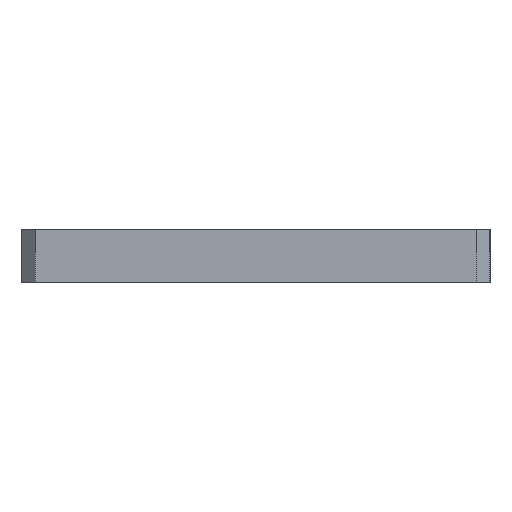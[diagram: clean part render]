
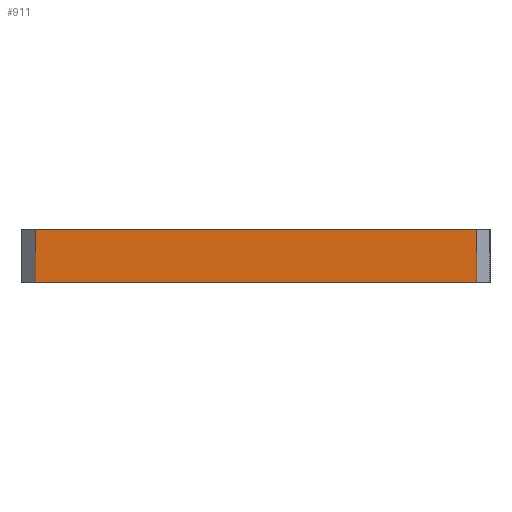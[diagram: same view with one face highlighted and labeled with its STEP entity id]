
A CAD part, left-side view. The second image highlights one B-rep face of the part: STEP entity #911.
In plain terms, the highlighted planar face has unit normal (-1, 0, 0).
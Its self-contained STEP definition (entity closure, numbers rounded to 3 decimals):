
#64 = EDGE_CURVE ( 'NONE', #2639, #556, #2091, .T. ) ;
#373 = CARTESIAN_POINT ( 'NONE',  ( -21.825, 35., 0. ) ) ;
#556 = VERTEX_POINT ( 'NONE', #3602 ) ;
#591 = AXIS2_PLACEMENT_3D ( 'NONE', #5381, #5495, #4101 ) ;
#682 = PLANE ( 'NONE',  #591 ) ;
#717 = ORIENTED_EDGE ( 'NONE', *, *, #3494, .T. ) ;
#856 = CARTESIAN_POINT ( 'NONE',  ( -21.825, 36., 4. ) ) ;
#911 = ADVANCED_FACE ( 'NONE', ( #2823 ), #682, .F. ) ;
#943 = ORIENTED_EDGE ( 'NONE', *, *, #5621, .T. ) ;
#1045 = CARTESIAN_POINT ( 'NONE',  ( -21.825, 35., 4. ) ) ;
#1370 = CARTESIAN_POINT ( 'NONE',  ( -21.825, 35., 4. ) ) ;
#1407 = DIRECTION ( 'NONE',  ( 0., 0., -1. ) ) ;
#2091 = LINE ( 'NONE', #856, #2885 ) ;
#2093 = CARTESIAN_POINT ( 'NONE',  ( -21.825, 1., 0. ) ) ;
#2137 = DIRECTION ( 'NONE',  ( 0., 0., 1. ) ) ;
#2140 = VECTOR ( 'NONE', #2137, 1000. ) ;
#2192 = LINE ( 'NONE', #4377, #2140 ) ;
#2292 = LINE ( 'NONE', #1370, #3055 ) ;
#2332 = EDGE_LOOP ( 'NONE', ( #3785, #717, #943, #3384 ) ) ;
#2608 = DIRECTION ( 'NONE',  ( 0., -1., 0. ) ) ;
#2639 = VERTEX_POINT ( 'NONE', #1045 ) ;
#2734 = EDGE_CURVE ( 'NONE', #4524, #556, #2192, .T. ) ;
#2823 = FACE_OUTER_BOUND ( 'NONE', #2332, .T. ) ;
#2885 = VECTOR ( 'NONE', #2608, 1000. ) ;
#3055 = VECTOR ( 'NONE', #1407, 1000. ) ;
#3188 = LINE ( 'NONE', #5348, #4690 ) ;
#3384 = ORIENTED_EDGE ( 'NONE', *, *, #2734, .T. ) ;
#3494 = EDGE_CURVE ( 'NONE', #2639, #4216, #2292, .T. ) ;
#3602 = CARTESIAN_POINT ( 'NONE',  ( -21.825, 1., 4. ) ) ;
#3785 = ORIENTED_EDGE ( 'NONE', *, *, #64, .F. ) ;
#4101 = DIRECTION ( 'NONE',  ( 0., 1., 0. ) ) ;
#4216 = VERTEX_POINT ( 'NONE', #373 ) ;
#4377 = CARTESIAN_POINT ( 'NONE',  ( -21.825, 1., 4. ) ) ;
#4465 = DIRECTION ( 'NONE',  ( 0., -1., 0. ) ) ;
#4524 = VERTEX_POINT ( 'NONE', #2093 ) ;
#4690 = VECTOR ( 'NONE', #4465, 1000. ) ;
#5348 = CARTESIAN_POINT ( 'NONE',  ( -21.825, 36., 0. ) ) ;
#5381 = CARTESIAN_POINT ( 'NONE',  ( -21.825, 36., 4. ) ) ;
#5495 = DIRECTION ( 'NONE',  ( 1., 0., 0. ) ) ;
#5621 = EDGE_CURVE ( 'NONE', #4216, #4524, #3188, .T. ) ;
